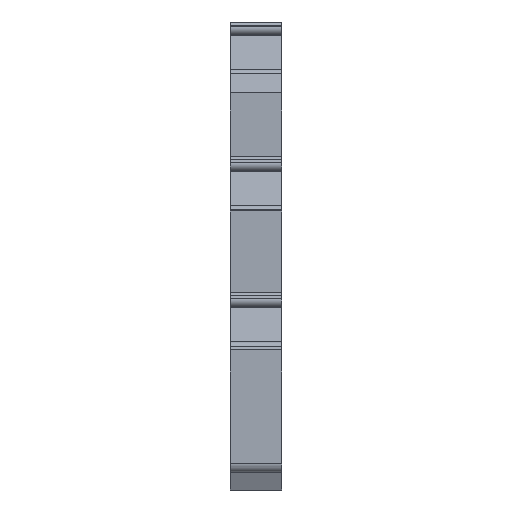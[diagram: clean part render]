
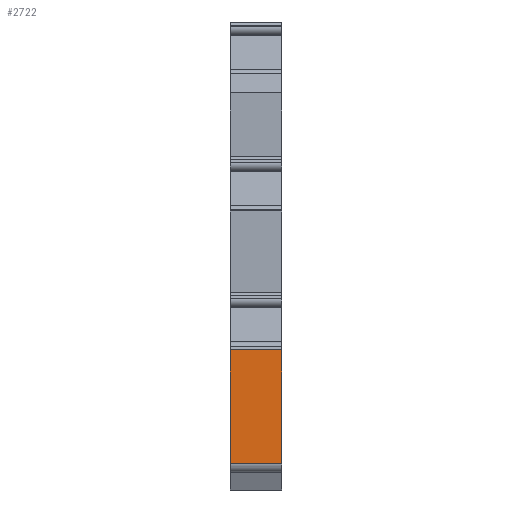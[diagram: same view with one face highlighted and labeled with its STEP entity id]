
A CAD part, left-side view. The second image highlights one B-rep face of the part: STEP entity #2722.
In plain terms, the highlighted planar face has unit normal (-1, 0, 0).
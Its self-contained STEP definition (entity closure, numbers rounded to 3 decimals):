
#302=ORIENTED_EDGE('',*,*,#1042,.T.);
#303=ORIENTED_EDGE('',*,*,#1091,.T.);
#304=ORIENTED_EDGE('',*,*,#1092,.F.);
#305=ORIENTED_EDGE('',*,*,#1093,.T.);
#1042=EDGE_CURVE('',#1440,#1439,#1698,.T.);
#1091=EDGE_CURVE('',#1439,#1483,#1735,.T.);
#1092=EDGE_CURVE('',#1484,#1483,#1736,.F.);
#1093=EDGE_CURVE('',#1484,#1440,#1737,.T.);
#1439=VERTEX_POINT('',#4093);
#1440=VERTEX_POINT('',#4095);
#1483=VERTEX_POINT('',#4190);
#1484=VERTEX_POINT('',#4192);
#1698=LINE('',#4094,#2010);
#1735=LINE('',#4189,#2047);
#1736=LINE('',#4191,#2048);
#1737=LINE('',#4193,#2049);
#2010=VECTOR('',#3238,1000.);
#2047=VECTOR('',#3305,1000.);
#2048=VECTOR('',#3306,1000.);
#2049=VECTOR('',#3307,1000.);
#2259=EDGE_LOOP('',(#302,#303,#304,#305));
#2439=FACE_BOUND('',#2259,.T.);
#2618=PLANE('',#2917);
#2722=ADVANCED_FACE('',(#2439),#2618,.T.);
#2917=AXIS2_PLACEMENT_3D('',#4188,#3303,#3304);
#3238=DIRECTION('',(0.,0.,-1.));
#3303=DIRECTION('',(-1.,0.,0.));
#3304=DIRECTION('',(0.,0.,1.));
#3305=DIRECTION('',(0.,-1.,0.));
#3306=DIRECTION('',(0.,0.,1.));
#3307=DIRECTION('',(0.,1.,0.));
#4093=CARTESIAN_POINT('',(-46.5,6.,-24.416));
#4094=CARTESIAN_POINT('',(-46.5,6.,27.5));
#4095=CARTESIAN_POINT('',(-46.5,6.,-11.026));
#4188=CARTESIAN_POINT('',(-46.5,6.,27.5));
#4189=CARTESIAN_POINT('',(-46.5,109.131,-24.416));
#4190=CARTESIAN_POINT('',(-46.5,0.,-24.416));
#4191=CARTESIAN_POINT('',(-46.5,0.,27.5));
#4192=CARTESIAN_POINT('',(-46.5,0.,-11.026));
#4193=CARTESIAN_POINT('',(-46.5,6.,-11.026));
